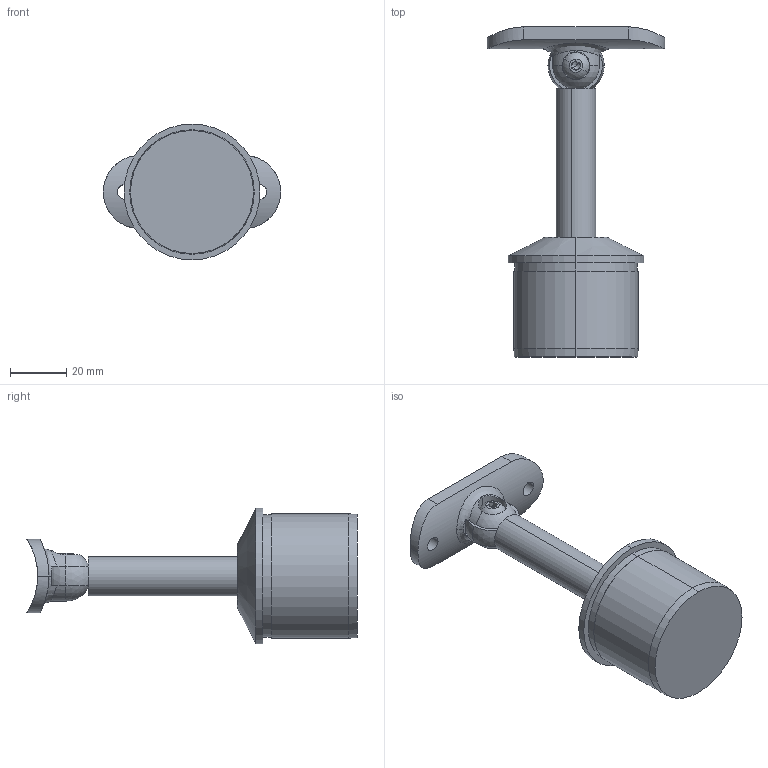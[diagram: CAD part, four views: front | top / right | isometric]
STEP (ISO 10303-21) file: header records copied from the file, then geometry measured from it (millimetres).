
FILE_DESCRIPTION (( 'STEP AP214' ), '1' );
FILE_NAME ('1806312DD.STEP', '2019-12-02T13:08:55', ( '' ), ( '' ), 'SwSTEP 2.0', 'SolidWorks 2019', '' );
FILE_SCHEMA (( 'AUTOMOTIVE_DESIGN' ));
Length unit declared in the file: millimetre
Products named in the file (1): 1806312DD
Bounding box: 63 x 117.3 x 48.3 mm (x, y, z)
Volume: 79243 mm3; surface area: 16639.1 mm2
Topology: 2 solids, 4 shells, 88 faces, 216 edges, 133 vertices
Faces by surface type: cylinder 36, plane 32, cone 10, sphere 6, bspline 2, torus 2
Entity records: 4487 total; most frequent: CARTESIAN_POINT 1430, DIRECTION 436, ORIENTED_EDGE 414, EDGE_CURVE 207, AXIS2_PLACEMENT_3D 176, VERTEX_POINT 130, EDGE_LOOP 103, UNCERTAINTY_MEASURE_WITH_UNIT 92
